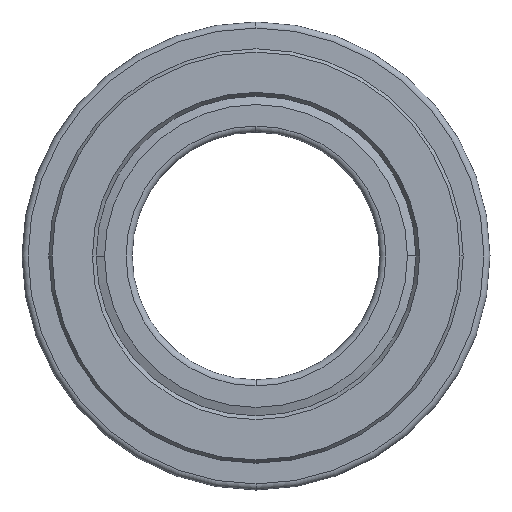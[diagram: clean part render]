
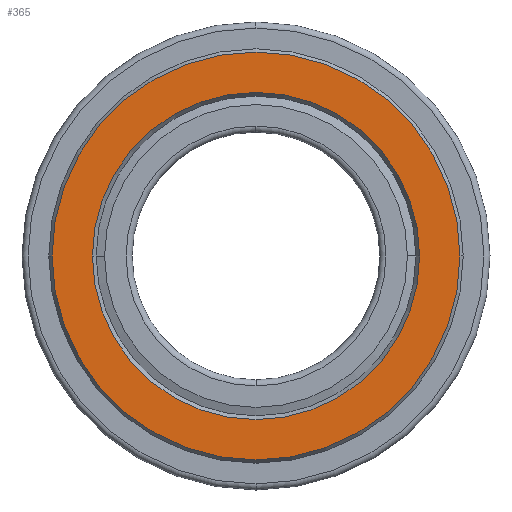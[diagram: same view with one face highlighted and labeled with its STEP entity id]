
A CAD part, left-side view. The second image highlights one B-rep face of the part: STEP entity #365.
In plain terms, the highlighted planar face has unit normal (-1, 0, 0).
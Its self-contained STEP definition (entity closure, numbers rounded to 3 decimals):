
#365=ADVANCED_FACE('',(#1027,#1028),#1029,.T.);
#1027=FACE_OUTER_BOUND('',#1718,.T.);
#1028=FACE_BOUND('',#1719,.T.);
#1029=PLANE('',#1720);
#1718=EDGE_LOOP('',(#4066,#4067));
#1719=EDGE_LOOP('',(#4068,#4069));
#1720=AXIS2_PLACEMENT_3D('',#4070,#4071,#4072);
#4066=ORIENTED_EDGE('',*,*,#4954,.F.);
#4067=ORIENTED_EDGE('',*,*,#4984,.F.);
#4068=ORIENTED_EDGE('',*,*,#4983,.T.);
#4069=ORIENTED_EDGE('',*,*,#4957,.T.);
#4070=CARTESIAN_POINT('',(0.,33.381,0.0));
#4071=DIRECTION('',(-1.0,0.0,0.0));
#4072=DIRECTION('',(0.0,-1.0,0.0));
#4954=EDGE_CURVE('',#6245,#6247,#6248,.T.);
#4957=EDGE_CURVE('',#6253,#6250,#6254,.T.);
#4983=EDGE_CURVE('',#6250,#6253,#6293,.T.);
#4984=EDGE_CURVE('',#6247,#6245,#6294,.T.);
#6245=VERTEX_POINT('',#12216);
#6247=VERTEX_POINT('',#12219);
#6248=CIRCLE('',#12220,37.045);
#6250=VERTEX_POINT('',#12223);
#6253=VERTEX_POINT('',#12227);
#6254=CIRCLE('',#12228,29.718);
#6293=CIRCLE('',#12278,29.718);
#6294=CIRCLE('',#12279,37.045);
#12216=CARTESIAN_POINT('',(0.,37.045,0.0));
#12219=CARTESIAN_POINT('',(0.,-37.045,0.));
#12220=AXIS2_PLACEMENT_3D('',#13787,#13788,#13789);
#12223=CARTESIAN_POINT('',(0.,29.718,0.0));
#12227=CARTESIAN_POINT('',(0.,-29.718,0.));
#12228=AXIS2_PLACEMENT_3D('',#13792,#13793,#13794);
#12278=AXIS2_PLACEMENT_3D('',#13848,#13849,#13850);
#12279=AXIS2_PLACEMENT_3D('',#13851,#13852,#13853);
#13787=CARTESIAN_POINT('',(0.,0.0,0.0));
#13788=DIRECTION('',(1.0,0.0,0.0));
#13789=DIRECTION('',(0.0,1.0,0.0));
#13792=CARTESIAN_POINT('',(0.,0.0,0.0));
#13793=DIRECTION('',(1.0,0.0,0.0));
#13794=DIRECTION('',(0.0,1.0,0.0));
#13848=CARTESIAN_POINT('',(0.,0.0,0.0));
#13849=DIRECTION('',(1.0,0.0,0.0));
#13850=DIRECTION('',(0.0,1.0,0.0));
#13851=CARTESIAN_POINT('',(0.,0.0,0.0));
#13852=DIRECTION('',(1.0,0.0,0.0));
#13853=DIRECTION('',(0.0,1.0,0.0));
